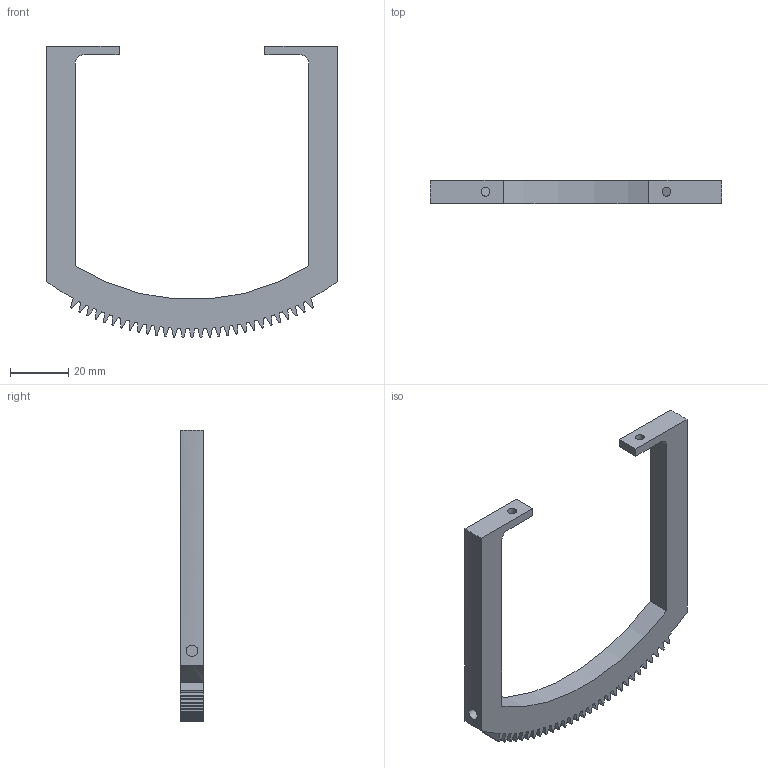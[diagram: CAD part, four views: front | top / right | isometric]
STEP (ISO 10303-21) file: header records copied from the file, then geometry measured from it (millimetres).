
FILE_DESCRIPTION(('CATIA V5 STEP Exchange'),'2;1');
FILE_NAME('TC_Engrenage_Aileron.stp','2018-06-25T13:59:01+00:00',('none'),('none'),'CATIA Version 5 Release 19 GA (IN-10)','CATIA V5 STEP AP203','none');
FILE_SCHEMA(('CONFIG_CONTROL_DESIGN'));
Length unit declared in the file: millimetre
Products named in the file (1): TC_Engrenage_Aileron
Bounding box: 100 x 8 x 100.14 mm (x, y, z)
Volume: 21532.2 mm3; surface area: 11337.5 mm2
Topology: 1 solids, 1 shells, 143 faces, 424 edges, 284 vertices
Faces by surface type: cylinder 73, plane 70
Entity records: 4578 total; most frequent: CARTESIAN_POINT 866, ORIENTED_EDGE 848, DIRECTION 622, EDGE_CURVE 424, VERTEX_POINT 284, VECTOR 272, LINE 272, AXIS2_PLACEMENT_3D 246
